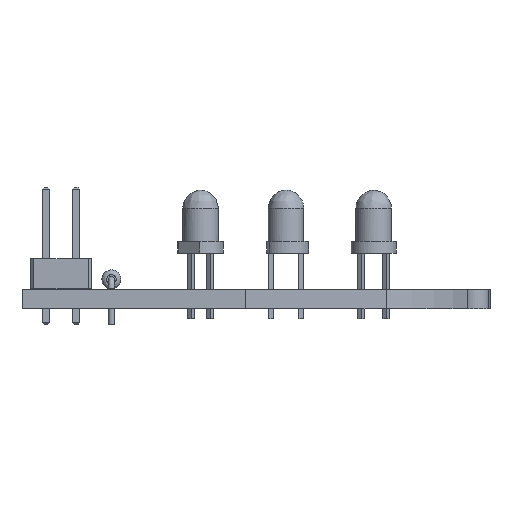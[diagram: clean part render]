
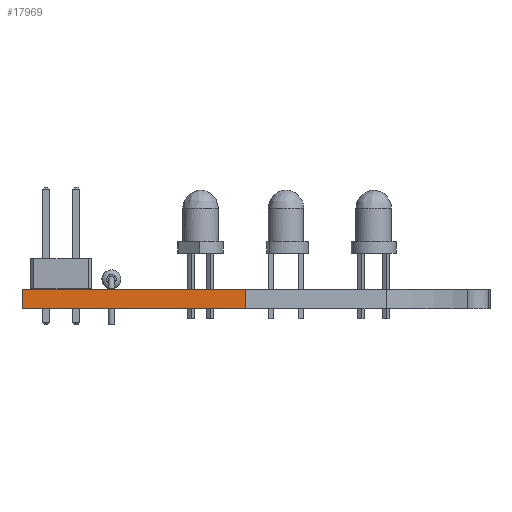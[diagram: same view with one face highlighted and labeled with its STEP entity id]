
A CAD part, front view. The second image highlights one B-rep face of the part: STEP entity #17969.
In plain terms, the highlighted planar face has unit normal (0, -1, 0).
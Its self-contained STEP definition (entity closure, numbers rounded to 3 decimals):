
#14400 = PLANE('',#14401);
#14401 = AXIS2_PLACEMENT_3D('',#14402,#14403,#14404);
#14402 = CARTESIAN_POINT('',(87.378,-72.87,1.6));
#14403 = DIRECTION('',(0.,0.,1.));
#14404 = DIRECTION('',(1.,0.,-0.));
#14454 = PLANE('',#14455);
#14455 = AXIS2_PLACEMENT_3D('',#14456,#14457,#14458);
#14456 = CARTESIAN_POINT('',(87.378,-72.87,0.));
#14457 = DIRECTION('',(0.,0.,1.));
#14458 = DIRECTION('',(1.,0.,-0.));
#14848 = VERTEX_POINT('',#14849);
#14849 = CARTESIAN_POINT('',(67.49,-91.242,0.));
#14863 = PLANE('',#14864);
#14864 = AXIS2_PLACEMENT_3D('',#14865,#14866,#14867);
#14865 = CARTESIAN_POINT('',(67.49,-77.798,0.));
#14866 = DIRECTION('',(1.,0.,-0.));
#14867 = DIRECTION('',(0.,-1.,0.));
#14875 = EDGE_CURVE('',#14848,#14876,#14878,.T.);
#14876 = VERTEX_POINT('',#14877);
#14877 = CARTESIAN_POINT('',(86.257,-91.242,0.));
#14878 = SURFACE_CURVE('',#14879,(#14883,#14890),.PCURVE_S1.);
#14879 = LINE('',#14880,#14881);
#14880 = CARTESIAN_POINT('',(67.49,-91.242,0.));
#14881 = VECTOR('',#14882,1.);
#14882 = DIRECTION('',(1.,0.,0.));
#14883 = PCURVE('',#14454,#14884);
#14884 = DEFINITIONAL_REPRESENTATION('',(#14885),#14889);
#14885 = LINE('',#14886,#14887);
#14886 = CARTESIAN_POINT('',(-19.888,-18.372));
#14887 = VECTOR('',#14888,1.);
#14888 = DIRECTION('',(1.,0.));
#14889 = ( GEOMETRIC_REPRESENTATION_CONTEXT(2) 
PARAMETRIC_REPRESENTATION_CONTEXT() REPRESENTATION_CONTEXT('2D SPACE',''
  ) );
#14890 = PCURVE('',#14891,#14896);
#14891 = PLANE('',#14892);
#14892 = AXIS2_PLACEMENT_3D('',#14893,#14894,#14895);
#14893 = CARTESIAN_POINT('',(67.49,-91.242,0.));
#14894 = DIRECTION('',(0.,1.,0.));
#14895 = DIRECTION('',(1.,0.,0.));
#14896 = DEFINITIONAL_REPRESENTATION('',(#14897),#14901);
#14897 = LINE('',#14898,#14899);
#14898 = CARTESIAN_POINT('',(0.,0.));
#14899 = VECTOR('',#14900,1.);
#14900 = DIRECTION('',(1.,0.));
#14901 = ( GEOMETRIC_REPRESENTATION_CONTEXT(2) 
PARAMETRIC_REPRESENTATION_CONTEXT() REPRESENTATION_CONTEXT('2D SPACE',''
  ) );
#14919 = PLANE('',#14920);
#14920 = AXIS2_PLACEMENT_3D('',#14921,#14922,#14923);
#14921 = CARTESIAN_POINT('',(86.257,-91.242,0.));
#14922 = DIRECTION('',(-0.087,0.996,0.));
#14923 = DIRECTION('',(0.996,0.087,0.));
#16370 = VERTEX_POINT('',#16371);
#16371 = CARTESIAN_POINT('',(67.49,-91.242,1.6));
#16392 = EDGE_CURVE('',#16370,#16393,#16395,.T.);
#16393 = VERTEX_POINT('',#16394);
#16394 = CARTESIAN_POINT('',(86.257,-91.242,1.6));
#16395 = SURFACE_CURVE('',#16396,(#16400,#16407),.PCURVE_S1.);
#16396 = LINE('',#16397,#16398);
#16397 = CARTESIAN_POINT('',(67.49,-91.242,1.6));
#16398 = VECTOR('',#16399,1.);
#16399 = DIRECTION('',(1.,0.,0.));
#16400 = PCURVE('',#14400,#16401);
#16401 = DEFINITIONAL_REPRESENTATION('',(#16402),#16406);
#16402 = LINE('',#16403,#16404);
#16403 = CARTESIAN_POINT('',(-19.888,-18.372));
#16404 = VECTOR('',#16405,1.);
#16405 = DIRECTION('',(1.,0.));
#16406 = ( GEOMETRIC_REPRESENTATION_CONTEXT(2) 
PARAMETRIC_REPRESENTATION_CONTEXT() REPRESENTATION_CONTEXT('2D SPACE',''
  ) );
#16407 = PCURVE('',#14891,#16408);
#16408 = DEFINITIONAL_REPRESENTATION('',(#16409),#16413);
#16409 = LINE('',#16410,#16411);
#16410 = CARTESIAN_POINT('',(0.,-1.6));
#16411 = VECTOR('',#16412,1.);
#16412 = DIRECTION('',(1.,0.));
#16413 = ( GEOMETRIC_REPRESENTATION_CONTEXT(2) 
PARAMETRIC_REPRESENTATION_CONTEXT() REPRESENTATION_CONTEXT('2D SPACE',''
  ) );
#17919 = EDGE_CURVE('',#14876,#16393,#17920,.T.);
#17920 = SURFACE_CURVE('',#17921,(#17925,#17932),.PCURVE_S1.);
#17921 = LINE('',#17922,#17923);
#17922 = CARTESIAN_POINT('',(86.257,-91.242,0.));
#17923 = VECTOR('',#17924,1.);
#17924 = DIRECTION('',(0.,0.,1.));
#17925 = PCURVE('',#14919,#17926);
#17926 = DEFINITIONAL_REPRESENTATION('',(#17927),#17931);
#17927 = LINE('',#17928,#17929);
#17928 = CARTESIAN_POINT('',(0.,0.));
#17929 = VECTOR('',#17930,1.);
#17930 = DIRECTION('',(0.,-1.));
#17931 = ( GEOMETRIC_REPRESENTATION_CONTEXT(2) 
PARAMETRIC_REPRESENTATION_CONTEXT() REPRESENTATION_CONTEXT('2D SPACE',''
  ) );
#17932 = PCURVE('',#14891,#17933);
#17933 = DEFINITIONAL_REPRESENTATION('',(#17934),#17938);
#17934 = LINE('',#17935,#17936);
#17935 = CARTESIAN_POINT('',(18.767,0.));
#17936 = VECTOR('',#17937,1.);
#17937 = DIRECTION('',(0.,-1.));
#17938 = ( GEOMETRIC_REPRESENTATION_CONTEXT(2) 
PARAMETRIC_REPRESENTATION_CONTEXT() REPRESENTATION_CONTEXT('2D SPACE',''
  ) );
#17948 = EDGE_CURVE('',#14848,#16370,#17949,.T.);
#17949 = SURFACE_CURVE('',#17950,(#17954,#17961),.PCURVE_S1.);
#17950 = LINE('',#17951,#17952);
#17951 = CARTESIAN_POINT('',(67.49,-91.242,0.));
#17952 = VECTOR('',#17953,1.);
#17953 = DIRECTION('',(0.,0.,1.));
#17954 = PCURVE('',#14863,#17955);
#17955 = DEFINITIONAL_REPRESENTATION('',(#17956),#17960);
#17956 = LINE('',#17957,#17958);
#17957 = CARTESIAN_POINT('',(13.444,0.));
#17958 = VECTOR('',#17959,1.);
#17959 = DIRECTION('',(0.,-1.));
#17960 = ( GEOMETRIC_REPRESENTATION_CONTEXT(2) 
PARAMETRIC_REPRESENTATION_CONTEXT() REPRESENTATION_CONTEXT('2D SPACE',''
  ) );
#17961 = PCURVE('',#14891,#17962);
#17962 = DEFINITIONAL_REPRESENTATION('',(#17963),#17967);
#17963 = LINE('',#17964,#17965);
#17964 = CARTESIAN_POINT('',(0.,0.));
#17965 = VECTOR('',#17966,1.);
#17966 = DIRECTION('',(0.,-1.));
#17967 = ( GEOMETRIC_REPRESENTATION_CONTEXT(2) 
PARAMETRIC_REPRESENTATION_CONTEXT() REPRESENTATION_CONTEXT('2D SPACE',''
  ) );
#17969 = ADVANCED_FACE('',(#17970),#14891,.F.);
#17970 = FACE_BOUND('',#17971,.F.);
#17971 = EDGE_LOOP('',(#17972,#17973,#17974,#17975));
#17972 = ORIENTED_EDGE('',*,*,#17948,.T.);
#17973 = ORIENTED_EDGE('',*,*,#16392,.T.);
#17974 = ORIENTED_EDGE('',*,*,#17919,.F.);
#17975 = ORIENTED_EDGE('',*,*,#14875,.F.);
